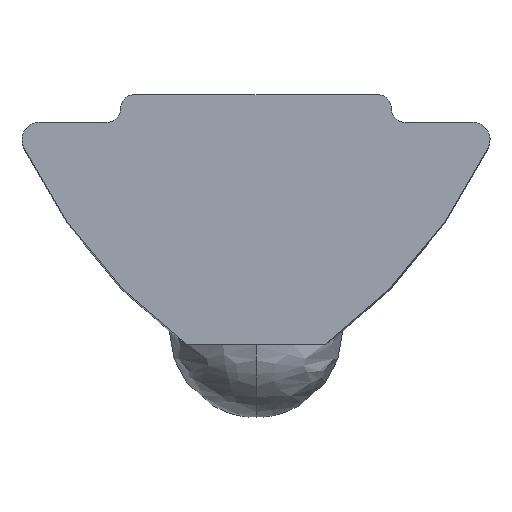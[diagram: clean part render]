
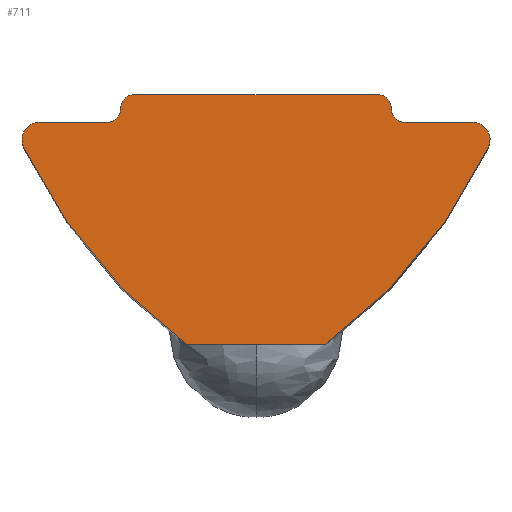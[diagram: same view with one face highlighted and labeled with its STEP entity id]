
A CAD part, top view. The second image highlights one B-rep face of the part: STEP entity #711.
In plain terms, the highlighted planar face has unit normal (0, 0, 1).
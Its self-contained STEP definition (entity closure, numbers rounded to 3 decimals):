
#13 = CIRCLE ( 'NONE', #728, 15. ) ;
#14 = VERTEX_POINT ( 'NONE', #768 ) ;
#16 = CARTESIAN_POINT ( 'NONE',  ( -6.854, 5.708, 11. ) ) ;
#40 = PLANE ( 'NONE',  #255 ) ;
#58 = LINE ( 'NONE', #126, #65 ) ;
#61 = CARTESIAN_POINT ( 'NONE',  ( 3.5, 0.8, 11. ) ) ;
#65 = VECTOR ( 'NONE', #593, 1000. ) ;
#66 = AXIS2_PLACEMENT_3D ( 'NONE', #349, #95, #945 ) ;
#85 = CIRCLE ( 'NONE', #927, 0.4 ) ;
#93 = ORIENTED_EDGE ( 'NONE', *, *, #682, .F. ) ;
#95 = DIRECTION ( 'NONE',  ( 0., 0., -1. ) ) ;
#98 = EDGE_LOOP ( 'NONE', ( #740, #586, #465, #93, #859, #774, #267, #424, #864, #335, #393, #508 ) ) ;
#113 = EDGE_CURVE ( 'NONE', #848, #434, #499, .T. ) ;
#117 = VERTEX_POINT ( 'NONE', #244 ) ;
#122 = CIRCLE ( 'NONE', #304, 0.5 ) ;
#126 = CARTESIAN_POINT ( 'NONE',  ( 6.25, 0.8, 11. ) ) ;
#137 = CARTESIAN_POINT ( 'NONE',  ( -6.25, 0., 11. ) ) ;
#154 = CARTESIAN_POINT ( 'NONE',  ( 4.3, 0., 11. ) ) ;
#162 = DIRECTION ( 'NONE',  ( 0., -1., 0. ) ) ;
#229 = DIRECTION ( 'NONE',  ( 0., 0., -1. ) ) ;
#234 = VERTEX_POINT ( 'NONE', #812 ) ;
#236 = CIRCLE ( 'NONE', #836, 0.4 ) ;
#244 = CARTESIAN_POINT ( 'NONE',  ( -3.9, 0.4, 11. ) ) ;
#252 = CIRCLE ( 'NONE', #287, 0.4 ) ;
#255 = AXIS2_PLACEMENT_3D ( 'NONE', #365, #766, #285 ) ;
#267 = ORIENTED_EDGE ( 'NONE', *, *, #113, .F. ) ;
#278 = DIRECTION ( 'NONE',  ( 0., 0., -1. ) ) ;
#283 = DIRECTION ( 'NONE',  ( 0., 0., -1. ) ) ;
#285 = DIRECTION ( 'NONE',  ( 0., 1., 0. ) ) ;
#287 = AXIS2_PLACEMENT_3D ( 'NONE', #673, #896, #762 ) ;
#292 = EDGE_CURVE ( 'NONE', #379, #630, #122, .T. ) ;
#293 = CARTESIAN_POINT ( 'NONE',  ( 6.854, 5.708, 11. ) ) ;
#300 = VERTEX_POINT ( 'NONE', #894 ) ;
#301 = CARTESIAN_POINT ( 'NONE',  ( 6.25, 0., 11. ) ) ;
#302 = DIRECTION ( 'NONE',  ( 0., -1., 0. ) ) ;
#304 = AXIS2_PLACEMENT_3D ( 'NONE', #959, #278, #590 ) ;
#309 = DIRECTION ( 'NONE',  ( 1., 0., 0. ) ) ;
#316 = DIRECTION ( 'NONE',  ( 0., 1., 0. ) ) ;
#331 = EDGE_CURVE ( 'NONE', #742, #14, #236, .T. ) ;
#335 = ORIENTED_EDGE ( 'NONE', *, *, #331, .F. ) ;
#349 = CARTESIAN_POINT ( 'NONE',  ( -3.5, 0.4, 11. ) ) ;
#361 = EDGE_CURVE ( 'NONE', #234, #742, #58, .T. ) ;
#365 = CARTESIAN_POINT ( 'NONE',  ( 6.25, -0.5, 11. ) ) ;
#366 = CARTESIAN_POINT ( 'NONE',  ( 3.5, 0.4, 11. ) ) ;
#375 = EDGE_CURVE ( 'NONE', #384, #14, #252, .T. ) ;
#379 = VERTEX_POINT ( 'NONE', #441 ) ;
#384 = VERTEX_POINT ( 'NONE', #154 ) ;
#385 = DIRECTION ( 'NONE',  ( 1., 0., 0. ) ) ;
#391 = CARTESIAN_POINT ( 'NONE',  ( -4.3, 0.4, 11. ) ) ;
#393 = ORIENTED_EDGE ( 'NONE', *, *, #361, .F. ) ;
#409 = EDGE_CURVE ( 'NONE', #117, #816, #85, .T. ) ;
#418 = CIRCLE ( 'NONE', #66, 0.4 ) ;
#424 = ORIENTED_EDGE ( 'NONE', *, *, #757, .F. ) ;
#434 = VERTEX_POINT ( 'NONE', #715 ) ;
#441 = CARTESIAN_POINT ( 'NONE',  ( -6.702, -0.714, 11. ) ) ;
#465 = ORIENTED_EDGE ( 'NONE', *, *, #292, .F. ) ;
#496 = CARTESIAN_POINT ( 'NONE',  ( 2., -6.4, 11. ) ) ;
#499 = CIRCLE ( 'NONE', #516, 0.5 ) ;
#508 = ORIENTED_EDGE ( 'NONE', *, *, #511, .F. ) ;
#511 = EDGE_CURVE ( 'NONE', #117, #234, #418, .T. ) ;
#516 = AXIS2_PLACEMENT_3D ( 'NONE', #702, #229, #162 ) ;
#533 = EDGE_CURVE ( 'NONE', #300, #886, #575, .T. ) ;
#535 = LINE ( 'NONE', #623, #613 ) ;
#575 = LINE ( 'NONE', #496, #646 ) ;
#586 = ORIENTED_EDGE ( 'NONE', *, *, #771, .F. ) ;
#590 = DIRECTION ( 'NONE',  ( 0., -1., 0. ) ) ;
#593 = DIRECTION ( 'NONE',  ( 1., 0., 0. ) ) ;
#613 = VECTOR ( 'NONE', #385, 1000. ) ;
#623 = CARTESIAN_POINT ( 'NONE',  ( 6.25, 0., 11. ) ) ;
#630 = VERTEX_POINT ( 'NONE', #137 ) ;
#646 = VECTOR ( 'NONE', #803, 1000. ) ;
#673 = CARTESIAN_POINT ( 'NONE',  ( 4.3, 0.4, 11. ) ) ;
#682 = EDGE_CURVE ( 'NONE', #300, #379, #928, .T. ) ;
#683 = DIRECTION ( 'NONE',  ( 0., -1., 0. ) ) ;
#691 = LINE ( 'NONE', #926, #808 ) ;
#702 = CARTESIAN_POINT ( 'NONE',  ( 6.25, -0.5, 11. ) ) ;
#711 = ADVANCED_FACE ( 'NONE', ( #965 ), #40, .F. ) ;
#715 = CARTESIAN_POINT ( 'NONE',  ( 6.702, -0.714, 11. ) ) ;
#728 = AXIS2_PLACEMENT_3D ( 'NONE', #16, #729, #948 ) ;
#729 = DIRECTION ( 'NONE',  ( 0., 0., -1. ) ) ;
#740 = ORIENTED_EDGE ( 'NONE', *, *, #409, .T. ) ;
#742 = VERTEX_POINT ( 'NONE', #61 ) ;
#757 = EDGE_CURVE ( 'NONE', #384, #848, #535, .T. ) ;
#762 = DIRECTION ( 'NONE',  ( 0., 1., 0. ) ) ;
#766 = DIRECTION ( 'NONE',  ( 0., 0., -1. ) ) ;
#768 = CARTESIAN_POINT ( 'NONE',  ( 3.9, 0.4, 11. ) ) ;
#771 = EDGE_CURVE ( 'NONE', #630, #816, #691, .T. ) ;
#772 = DIRECTION ( 'NONE',  ( 0., 0., -1. ) ) ;
#774 = ORIENTED_EDGE ( 'NONE', *, *, #971, .F. ) ;
#803 = DIRECTION ( 'NONE',  ( 1., 0., 0. ) ) ;
#808 = VECTOR ( 'NONE', #309, 1000. ) ;
#812 = CARTESIAN_POINT ( 'NONE',  ( -3.5, 0.8, 11. ) ) ;
#816 = VERTEX_POINT ( 'NONE', #979 ) ;
#836 = AXIS2_PLACEMENT_3D ( 'NONE', #366, #906, #302 ) ;
#848 = VERTEX_POINT ( 'NONE', #301 ) ;
#859 = ORIENTED_EDGE ( 'NONE', *, *, #533, .T. ) ;
#862 = CARTESIAN_POINT ( 'NONE',  ( 2., -6.4, 11. ) ) ;
#864 = ORIENTED_EDGE ( 'NONE', *, *, #375, .T. ) ;
#886 = VERTEX_POINT ( 'NONE', #862 ) ;
#894 = CARTESIAN_POINT ( 'NONE',  ( -2., -6.4, 11. ) ) ;
#896 = DIRECTION ( 'NONE',  ( 0., 0., -1. ) ) ;
#906 = DIRECTION ( 'NONE',  ( 0., 0., -1. ) ) ;
#913 = AXIS2_PLACEMENT_3D ( 'NONE', #293, #283, #683 ) ;
#926 = CARTESIAN_POINT ( 'NONE',  ( 6.25, 0., 11. ) ) ;
#927 = AXIS2_PLACEMENT_3D ( 'NONE', #391, #772, #316 ) ;
#928 = CIRCLE ( 'NONE', #913, 15. ) ;
#945 = DIRECTION ( 'NONE',  ( 0., -1., 0. ) ) ;
#948 = DIRECTION ( 'NONE',  ( 0., -1., 0. ) ) ;
#959 = CARTESIAN_POINT ( 'NONE',  ( -6.25, -0.5, 11. ) ) ;
#965 = FACE_OUTER_BOUND ( 'NONE', #98, .T. ) ;
#971 = EDGE_CURVE ( 'NONE', #434, #886, #13, .T. ) ;
#979 = CARTESIAN_POINT ( 'NONE',  ( -4.3, 0., 11. ) ) ;
